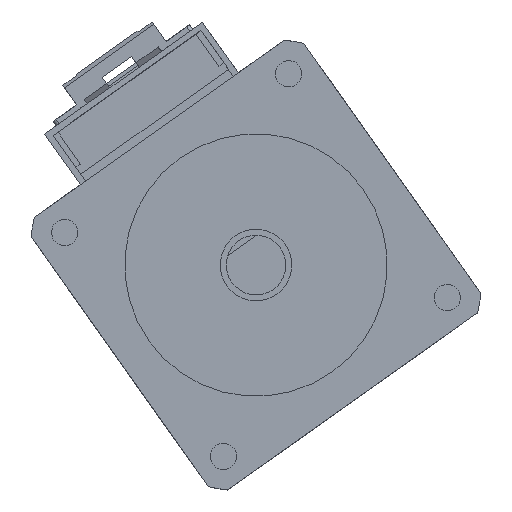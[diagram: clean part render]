
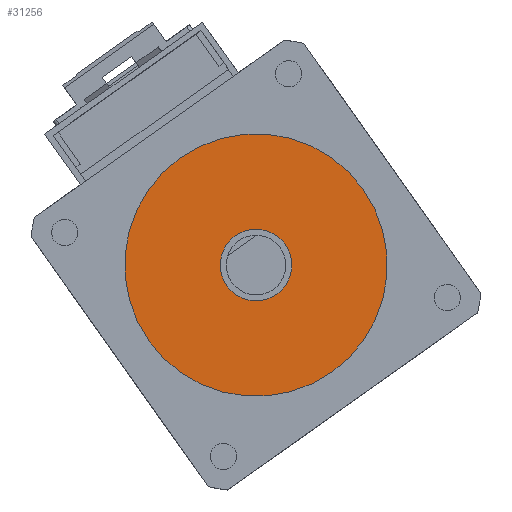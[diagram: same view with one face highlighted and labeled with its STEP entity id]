
A CAD part, front view. The second image highlights one B-rep face of the part: STEP entity #31256.
In plain terms, the highlighted planar face has unit normal (0, -1, 0).
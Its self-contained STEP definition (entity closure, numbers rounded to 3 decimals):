
#1551 = ORIENTED_EDGE ( 'NONE', *, *, #33248, .F. ) ;
#2277 = CARTESIAN_POINT ( 'NONE',  ( 0., -1.8, 0. ) ) ;
#2549 = AXIS2_PLACEMENT_3D ( 'NONE', #24285, #24233, #24200 ) ;
#3440 = ORIENTED_EDGE ( 'NONE', *, *, #33377, .F. ) ;
#4185 = ORIENTED_EDGE ( 'NONE', *, *, #19860, .T. ) ;
#4596 = ORIENTED_EDGE ( 'NONE', *, *, #14311, .T. ) ;
#4956 = CIRCLE ( 'NONE', #2549, 3. ) ;
#5569 = DIRECTION ( 'NONE',  ( 0., 0., -1. ) ) ;
#9477 = VERTEX_POINT ( 'NONE', #12947 ) ;
#9542 = DIRECTION ( 'NONE',  ( 0., 1., 0. ) ) ;
#10315 = AXIS2_PLACEMENT_3D ( 'NONE', #23104, #22835, #22704 ) ;
#12913 = AXIS2_PLACEMENT_3D ( 'NONE', #35063, #16094, #38257 ) ;
#12947 = CARTESIAN_POINT ( 'NONE',  ( 0., -1.8, 11. ) ) ;
#13821 = FACE_BOUND ( 'NONE', #17237, .T. ) ;
#14311 = EDGE_CURVE ( 'NONE', #18858, #34992, #4956, .T. ) ;
#16094 = DIRECTION ( 'NONE',  ( 0., -1., 0. ) ) ;
#16964 = CIRCLE ( 'NONE', #19418, 11. ) ;
#17237 = EDGE_LOOP ( 'NONE', ( #4185, #4596 ) ) ;
#18858 = VERTEX_POINT ( 'NONE', #24565 ) ;
#19418 = AXIS2_PLACEMENT_3D ( 'NONE', #28649, #9542, #31812 ) ;
#19860 = EDGE_CURVE ( 'NONE', #34992, #18858, #34017, .T. ) ;
#22352 = VERTEX_POINT ( 'NONE', #26155 ) ;
#22704 = DIRECTION ( 'NONE',  ( 0., 0., 1. ) ) ;
#22835 = DIRECTION ( 'NONE',  ( 0., 1., 0. ) ) ;
#23104 = CARTESIAN_POINT ( 'NONE',  ( 0., -1.8, 0. ) ) ;
#24200 = DIRECTION ( 'NONE',  ( 0., 0., 1. ) ) ;
#24233 = DIRECTION ( 'NONE',  ( 0., 1., 0. ) ) ;
#24285 = CARTESIAN_POINT ( 'NONE',  ( 0., -1.8, 0. ) ) ;
#24565 = CARTESIAN_POINT ( 'NONE',  ( 0., -1.8, -3. ) ) ;
#24736 = DIRECTION ( 'NONE',  ( 0., 1., 0. ) ) ;
#26155 = CARTESIAN_POINT ( 'NONE',  ( 0., -1.8, -11. ) ) ;
#28649 = CARTESIAN_POINT ( 'NONE',  ( 0., -1.8, 0. ) ) ;
#29374 = CIRCLE ( 'NONE', #37139, 11. ) ;
#31256 = ADVANCED_FACE ( 'NONE', ( #39122, #13821 ), #41249, .T. ) ;
#31812 = DIRECTION ( 'NONE',  ( 0., 0., -1. ) ) ;
#32744 = CARTESIAN_POINT ( 'NONE',  ( 0., -1.8, 3. ) ) ;
#33248 = EDGE_CURVE ( 'NONE', #22352, #9477, #29374, .T. ) ;
#33377 = EDGE_CURVE ( 'NONE', #9477, #22352, #16964, .T. ) ;
#34017 = CIRCLE ( 'NONE', #10315, 3. ) ;
#34992 = VERTEX_POINT ( 'NONE', #32744 ) ;
#35063 = CARTESIAN_POINT ( 'NONE',  ( 0., -1.8, 0. ) ) ;
#37139 = AXIS2_PLACEMENT_3D ( 'NONE', #2277, #24736, #5569 ) ;
#38257 = DIRECTION ( 'NONE',  ( 0., 0., -1. ) ) ;
#39122 = FACE_OUTER_BOUND ( 'NONE', #40697, .T. ) ;
#40697 = EDGE_LOOP ( 'NONE', ( #1551, #3440 ) ) ;
#41249 = PLANE ( 'NONE',  #12913 ) ;
